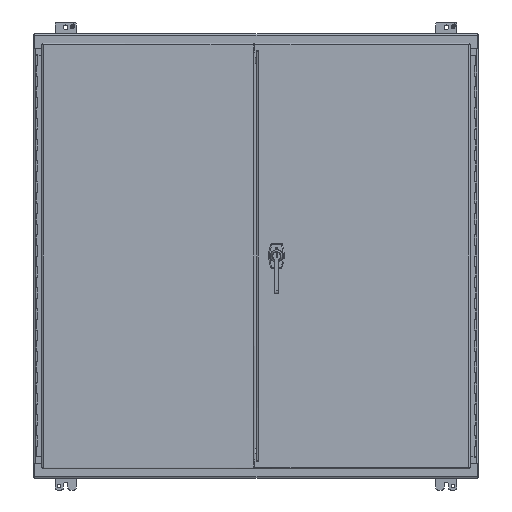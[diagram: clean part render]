
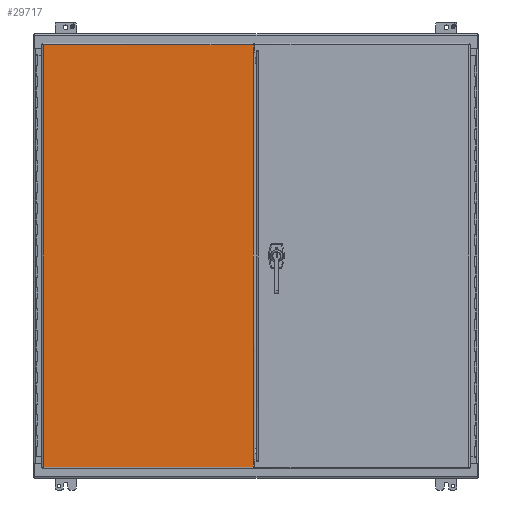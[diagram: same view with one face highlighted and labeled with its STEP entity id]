
A CAD part, front view. The second image highlights one B-rep face of the part: STEP entity #29717.
In plain terms, the highlighted planar face has unit normal (0, -1, 0).
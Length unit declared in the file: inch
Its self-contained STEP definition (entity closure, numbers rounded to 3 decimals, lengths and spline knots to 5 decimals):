
#2430 = LINE ( 'NONE', #53809, #55837 ) ;
#5648 = PLANE ( 'NONE',  #49241 ) ;
#5776 = CARTESIAN_POINT ( 'NONE',  ( -20.107, -13.138, 19.982 ) ) ;
#6348 = VECTOR ( 'NONE', #19428, 39.37008 ) ;
#9310 = DIRECTION ( 'NONE',  ( 0., 1., 0. ) ) ;
#9596 = ORIENTED_EDGE ( 'NONE', *, *, #39114, .F. ) ;
#10147 = CARTESIAN_POINT ( 'NONE',  ( -0.268, -13.138, 19.608 ) ) ;
#10743 = VERTEX_POINT ( 'NONE', #32959 ) ;
#11420 = ORIENTED_EDGE ( 'NONE', *, *, #46639, .F. ) ;
#13046 = LINE ( 'NONE', #31479, #54256 ) ;
#14242 = EDGE_CURVE ( 'NONE', #17520, #52954, #2430, .T. ) ;
#14452 = ORIENTED_EDGE ( 'NONE', *, *, #51800, .F. ) ;
#14521 = EDGE_CURVE ( 'NONE', #52954, #10743, #13046, .T. ) ;
#15617 = CARTESIAN_POINT ( 'NONE',  ( -20.107, -13.138, 19.982 ) ) ;
#17520 = VERTEX_POINT ( 'NONE', #39297 ) ;
#19428 = DIRECTION ( 'NONE',  ( 0., 0., -1. ) ) ;
#21181 = LINE ( 'NONE', #44479, #44297 ) ;
#25788 = ORIENTED_EDGE ( 'NONE', *, *, #14242, .F. ) ;
#25993 = DIRECTION ( 'NONE',  ( 0., 0., -1. ) ) ;
#26254 = VERTEX_POINT ( 'NONE', #39318 ) ;
#27534 = VECTOR ( 'NONE', #35471, 39.37008 ) ;
#27738 = CARTESIAN_POINT ( 'NONE',  ( -20.107, -13.138, 19.982 ) ) ;
#28236 = VERTEX_POINT ( 'NONE', #5776 ) ;
#29717 = ADVANCED_FACE ( 'NONE', ( #51892 ), #5648, .F. ) ;
#31479 = CARTESIAN_POINT ( 'NONE',  ( -0.268, -13.138, 19.982 ) ) ;
#32959 = CARTESIAN_POINT ( 'NONE',  ( -0.268, -13.138, -19.608 ) ) ;
#33177 = DIRECTION ( 'NONE',  ( 0., 0., 1. ) ) ;
#33931 = LINE ( 'NONE', #57470, #6348 ) ;
#34569 = LINE ( 'NONE', #52987, #27534 ) ;
#35471 = DIRECTION ( 'NONE',  ( -1., 0., 0. ) ) ;
#35580 = EDGE_LOOP ( 'NONE', ( #11420, #49176, #25788, #39931, #9596, #14452 ) ) ;
#39114 = EDGE_CURVE ( 'NONE', #26254, #28236, #21181, .T. ) ;
#39297 = CARTESIAN_POINT ( 'NONE',  ( -0.268, -13.138, 19.982 ) ) ;
#39318 = CARTESIAN_POINT ( 'NONE',  ( -20.107, -13.138, -19.982 ) ) ;
#39931 = ORIENTED_EDGE ( 'NONE', *, *, #43157, .F. ) ;
#43157 = EDGE_CURVE ( 'NONE', #28236, #17520, #50788, .T. ) ;
#44297 = VECTOR ( 'NONE', #53831, 39.37008 ) ;
#44479 = CARTESIAN_POINT ( 'NONE',  ( -20.107, -13.138, 19.982 ) ) ;
#44494 = VERTEX_POINT ( 'NONE', #51718 ) ;
#45353 = DIRECTION ( 'NONE',  ( 0., 0., -1. ) ) ;
#46639 = EDGE_CURVE ( 'NONE', #10743, #44494, #33931, .T. ) ;
#49176 = ORIENTED_EDGE ( 'NONE', *, *, #14521, .F. ) ;
#49241 = AXIS2_PLACEMENT_3D ( 'NONE', #27738, #9310, #33177 ) ;
#50788 = LINE ( 'NONE', #15617, #51418 ) ;
#51418 = VECTOR ( 'NONE', #55002, 39.37008 ) ;
#51718 = CARTESIAN_POINT ( 'NONE',  ( -0.268, -13.138, -19.982 ) ) ;
#51800 = EDGE_CURVE ( 'NONE', #44494, #26254, #34569, .T. ) ;
#51892 = FACE_OUTER_BOUND ( 'NONE', #35580, .T. ) ;
#52954 = VERTEX_POINT ( 'NONE', #10147 ) ;
#52987 = CARTESIAN_POINT ( 'NONE',  ( -0.268, -13.138, -19.982 ) ) ;
#53809 = CARTESIAN_POINT ( 'NONE',  ( -0.268, -13.138, -19.982 ) ) ;
#53831 = DIRECTION ( 'NONE',  ( 0., 0., 1. ) ) ;
#54256 = VECTOR ( 'NONE', #45353, 39.37008 ) ;
#55002 = DIRECTION ( 'NONE',  ( 1., 0., 0. ) ) ;
#55837 = VECTOR ( 'NONE', #25993, 39.37008 ) ;
#57470 = CARTESIAN_POINT ( 'NONE',  ( -0.268, -13.138, -19.982 ) ) ;
